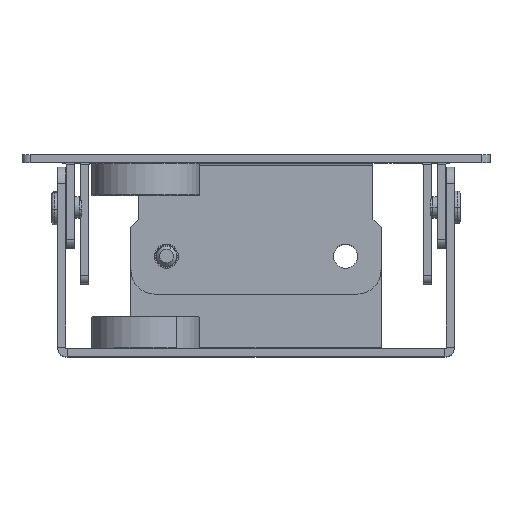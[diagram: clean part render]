
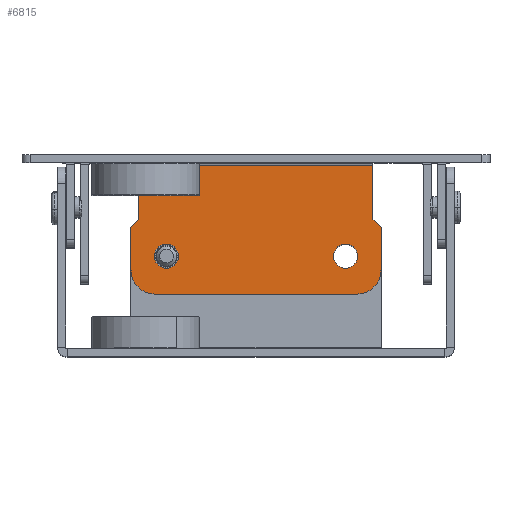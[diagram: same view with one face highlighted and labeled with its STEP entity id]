
A CAD part, top view. The second image highlights one B-rep face of the part: STEP entity #6815.
In plain terms, the highlighted face is planar.
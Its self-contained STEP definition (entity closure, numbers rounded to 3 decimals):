
#79 = EDGE_CURVE ( 'NONE', #1742, #5704, #895, .T. ) ;
#204 = ORIENTED_EDGE ( 'NONE', *, *, #16363, .T. ) ;
#290 = VERTEX_POINT ( 'NONE', #11911 ) ;
#803 = CIRCLE ( 'NONE', #10850, 3. ) ;
#808 = CARTESIAN_POINT ( 'NONE',  ( 0., -11.5, 11.1 ) ) ;
#895 = LINE ( 'NONE', #10416, #15409 ) ;
#949 = CARTESIAN_POINT ( 'NONE',  ( 0., -7., 14.5 ) ) ;
#1008 = CARTESIAN_POINT ( 'NONE',  ( 0., -16.2, -15.5 ) ) ;
#1105 = FACE_BOUND ( 'NONE', #15163, .T. ) ;
#1191 = FACE_OUTER_BOUND ( 'NONE', #3127, .T. ) ;
#1212 = ORIENTED_EDGE ( 'NONE', *, *, #10430, .T. ) ;
#1385 = EDGE_CURVE ( 'NONE', #6848, #17266, #16532, .T. ) ;
#1392 = ORIENTED_EDGE ( 'NONE', *, *, #5853, .F. ) ;
#1482 = AXIS2_PLACEMENT_3D ( 'NONE', #10901, #5236, #8205 ) ;
#1742 = VERTEX_POINT ( 'NONE', #8823 ) ;
#1807 = AXIS2_PLACEMENT_3D ( 'NONE', #808, #14548, #17065 ) ;
#2120 = DIRECTION ( 'NONE',  ( 0., 0., -1. ) ) ;
#2252 = VECTOR ( 'NONE', #2421, 1000. ) ;
#2258 = EDGE_CURVE ( 'NONE', #5704, #9048, #17071, .T. ) ;
#2365 = CIRCLE ( 'NONE', #16149, 1.5 ) ;
#2421 = DIRECTION ( 'NONE',  ( 0., 1., 0. ) ) ;
#2601 = LINE ( 'NONE', #3781, #2252 ) ;
#3034 = CARTESIAN_POINT ( 'NONE',  ( 0., -7., 14.5 ) ) ;
#3069 = EDGE_CURVE ( 'NONE', #16750, #1742, #2601, .T. ) ;
#3127 = EDGE_LOOP ( 'NONE', ( #4444, #9280, #15915, #204, #12421, #10482, #11151, #1212, #9545, #9954 ) ) ;
#3499 = DIRECTION ( 'NONE',  ( 0., 1., 0. ) ) ;
#3613 = CARTESIAN_POINT ( 'NONE',  ( 0., -11.5, -11.1 ) ) ;
#3781 = CARTESIAN_POINT ( 'NONE',  ( 0., 0., 14.5 ) ) ;
#4444 = ORIENTED_EDGE ( 'NONE', *, *, #6086, .F. ) ;
#4670 = EDGE_CURVE ( 'NONE', #8748, #290, #6215, .T. ) ;
#5024 = DIRECTION ( 'NONE',  ( 0., 0., -1. ) ) ;
#5036 = CARTESIAN_POINT ( 'NONE',  ( 0., -11.5, -12.6 ) ) ;
#5236 = DIRECTION ( 'NONE',  ( 1., 0., 0. ) ) ;
#5607 = DIRECTION ( 'NONE',  ( 1., 0., 0. ) ) ;
#5704 = VERTEX_POINT ( 'NONE', #12720 ) ;
#5755 = CIRCLE ( 'NONE', #10342, 1.5 ) ;
#5853 = EDGE_CURVE ( 'NONE', #17266, #6848, #5755, .T. ) ;
#6079 = EDGE_LOOP ( 'NONE', ( #1392, #8117 ) ) ;
#6086 = EDGE_CURVE ( 'NONE', #17618, #8996, #15277, .T. ) ;
#6215 = LINE ( 'NONE', #12969, #14470 ) ;
#6376 = DIRECTION ( 'NONE',  ( 1., 0., 0. ) ) ;
#6596 = VERTEX_POINT ( 'NONE', #14151 ) ;
#6677 = PLANE ( 'NONE',  #1482 ) ;
#6815 = ADVANCED_FACE ( 'NONE', ( #1105, #13509, #1191 ), #6677, .T. ) ;
#6848 = VERTEX_POINT ( 'NONE', #14941 ) ;
#7103 = DIRECTION ( 'NONE',  ( 0., 0., 1. ) ) ;
#7110 = VECTOR ( 'NONE', #15940, 1000. ) ;
#7193 = CARTESIAN_POINT ( 'NONE',  ( 0., -16.2, 15.5 ) ) ;
#7714 = CARTESIAN_POINT ( 'NONE',  ( 0., -13.2, -12.5 ) ) ;
#7874 = LINE ( 'NONE', #949, #7110 ) ;
#8117 = ORIENTED_EDGE ( 'NONE', *, *, #1385, .F. ) ;
#8205 = DIRECTION ( 'NONE',  ( 0., 1., 0. ) ) ;
#8452 = EDGE_CURVE ( 'NONE', #11873, #9219, #11278, .T. ) ;
#8496 = CARTESIAN_POINT ( 'NONE',  ( 0., -8., -15.5 ) ) ;
#8568 = CIRCLE ( 'NONE', #10567, 3. ) ;
#8748 = VERTEX_POINT ( 'NONE', #16781 ) ;
#8823 = CARTESIAN_POINT ( 'NONE',  ( 0., -0.2, 14.5 ) ) ;
#8840 = VECTOR ( 'NONE', #10524, 1000. ) ;
#8949 = CARTESIAN_POINT ( 'NONE',  ( 0., -11.5, 11.1 ) ) ;
#8982 = CARTESIAN_POINT ( 'NONE',  ( 0., -8., -14.5 ) ) ;
#8996 = VERTEX_POINT ( 'NONE', #15223 ) ;
#9048 = VERTEX_POINT ( 'NONE', #16560 ) ;
#9219 = VERTEX_POINT ( 'NONE', #15740 ) ;
#9280 = ORIENTED_EDGE ( 'NONE', *, *, #10060, .T. ) ;
#9545 = ORIENTED_EDGE ( 'NONE', *, *, #4670, .F. ) ;
#9649 = EDGE_CURVE ( 'NONE', #8748, #8996, #803, .T. ) ;
#9954 = ORIENTED_EDGE ( 'NONE', *, *, #9649, .T. ) ;
#10060 = EDGE_CURVE ( 'NONE', #17618, #6596, #8568, .T. ) ;
#10342 = AXIS2_PLACEMENT_3D ( 'NONE', #3613, #15924, #10351 ) ;
#10351 = DIRECTION ( 'NONE',  ( 0., 0., -1. ) ) ;
#10416 = CARTESIAN_POINT ( 'NONE',  ( 0., -0.2, 14.5 ) ) ;
#10430 = EDGE_CURVE ( 'NONE', #16750, #290, #7874, .T. ) ;
#10482 = ORIENTED_EDGE ( 'NONE', *, *, #79, .F. ) ;
#10488 = DIRECTION ( 'NONE',  ( 1., 0., 0. ) ) ;
#10524 = DIRECTION ( 'NONE',  ( 0., -1., 0. ) ) ;
#10567 = AXIS2_PLACEMENT_3D ( 'NONE', #7714, #10488, #14264 ) ;
#10850 = AXIS2_PLACEMENT_3D ( 'NONE', #13306, #6376, #3499 ) ;
#10901 = CARTESIAN_POINT ( 'NONE',  ( 0., 0., 0. ) ) ;
#11080 = AXIS2_PLACEMENT_3D ( 'NONE', #11088, #5607, #12364 ) ;
#11088 = CARTESIAN_POINT ( 'NONE',  ( 0., -11.5, -11.1 ) ) ;
#11151 = ORIENTED_EDGE ( 'NONE', *, *, #3069, .F. ) ;
#11278 = CIRCLE ( 'NONE', #1807, 1.5 ) ;
#11591 = CARTESIAN_POINT ( 'NONE',  ( 0., -8., -15.5 ) ) ;
#11873 = VERTEX_POINT ( 'NONE', #16162 ) ;
#11911 = CARTESIAN_POINT ( 'NONE',  ( 0., -8., 15.5 ) ) ;
#12364 = DIRECTION ( 'NONE',  ( 0., 0., -1. ) ) ;
#12421 = ORIENTED_EDGE ( 'NONE', *, *, #2258, .F. ) ;
#12589 = ORIENTED_EDGE ( 'NONE', *, *, #16955, .F. ) ;
#12720 = CARTESIAN_POINT ( 'NONE',  ( 0., -0.2, -14.5 ) ) ;
#12969 = CARTESIAN_POINT ( 'NONE',  ( 0., -8., 15.5 ) ) ;
#13003 = EDGE_CURVE ( 'NONE', #17178, #6596, #17521, .T. ) ;
#13045 = DIRECTION ( 'NONE',  ( 0., -1., 0. ) ) ;
#13110 = LINE ( 'NONE', #11591, #15266 ) ;
#13306 = CARTESIAN_POINT ( 'NONE',  ( 0., -13.2, 12.5 ) ) ;
#13509 = FACE_BOUND ( 'NONE', #6079, .T. ) ;
#14076 = CARTESIAN_POINT ( 'NONE',  ( 0., -16.2, -12.5 ) ) ;
#14151 = CARTESIAN_POINT ( 'NONE',  ( 0., -13.2, -15.5 ) ) ;
#14264 = DIRECTION ( 'NONE',  ( 0., 1., 0. ) ) ;
#14280 = DIRECTION ( 'NONE',  ( 0., 0.707, 0.707 ) ) ;
#14437 = DIRECTION ( 'NONE',  ( 1., 0., 0. ) ) ;
#14470 = VECTOR ( 'NONE', #16915, 1000. ) ;
#14548 = DIRECTION ( 'NONE',  ( 1., 0., 0. ) ) ;
#14941 = CARTESIAN_POINT ( 'NONE',  ( 0., -11.5, -9.6 ) ) ;
#15163 = EDGE_LOOP ( 'NONE', ( #17675, #12589 ) ) ;
#15223 = CARTESIAN_POINT ( 'NONE',  ( 0., -16.2, 12.5 ) ) ;
#15266 = VECTOR ( 'NONE', #14280, 1000. ) ;
#15277 = LINE ( 'NONE', #7193, #15539 ) ;
#15409 = VECTOR ( 'NONE', #5024, 1000. ) ;
#15539 = VECTOR ( 'NONE', #7103, 1000. ) ;
#15740 = CARTESIAN_POINT ( 'NONE',  ( 0., -11.5, 12.6 ) ) ;
#15915 = ORIENTED_EDGE ( 'NONE', *, *, #13003, .F. ) ;
#15924 = DIRECTION ( 'NONE',  ( 1., 0., 0. ) ) ;
#15940 = DIRECTION ( 'NONE',  ( 0., -0.707, 0.707 ) ) ;
#16149 = AXIS2_PLACEMENT_3D ( 'NONE', #8949, #14437, #2120 ) ;
#16162 = CARTESIAN_POINT ( 'NONE',  ( 0., -11.5, 9.6 ) ) ;
#16363 = EDGE_CURVE ( 'NONE', #17178, #9048, #13110, .T. ) ;
#16532 = CIRCLE ( 'NONE', #11080, 1.5 ) ;
#16560 = CARTESIAN_POINT ( 'NONE',  ( 0., -7., -14.5 ) ) ;
#16750 = VERTEX_POINT ( 'NONE', #3034 ) ;
#16781 = CARTESIAN_POINT ( 'NONE',  ( 0., -13.2, 15.5 ) ) ;
#16915 = DIRECTION ( 'NONE',  ( 0., 1., 0. ) ) ;
#16955 = EDGE_CURVE ( 'NONE', #9219, #11873, #2365, .T. ) ;
#17065 = DIRECTION ( 'NONE',  ( 0., 0., -1. ) ) ;
#17071 = LINE ( 'NONE', #8982, #17433 ) ;
#17178 = VERTEX_POINT ( 'NONE', #8496 ) ;
#17266 = VERTEX_POINT ( 'NONE', #5036 ) ;
#17433 = VECTOR ( 'NONE', #13045, 1000. ) ;
#17521 = LINE ( 'NONE', #1008, #8840 ) ;
#17618 = VERTEX_POINT ( 'NONE', #14076 ) ;
#17675 = ORIENTED_EDGE ( 'NONE', *, *, #8452, .F. ) ;
